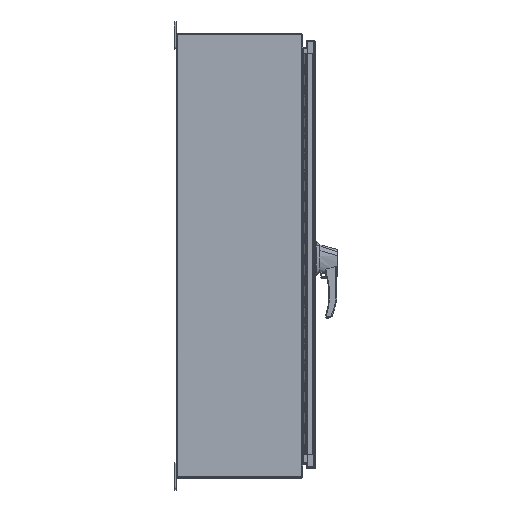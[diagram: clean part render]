
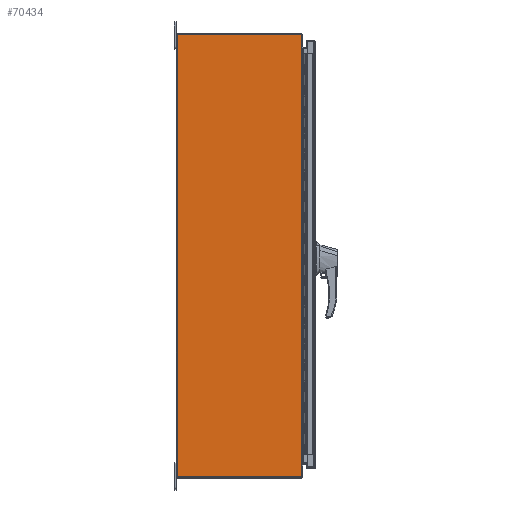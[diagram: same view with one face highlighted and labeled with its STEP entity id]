
A CAD part, top view. The second image highlights one B-rep face of the part: STEP entity #70434.
In plain terms, the highlighted face is planar.
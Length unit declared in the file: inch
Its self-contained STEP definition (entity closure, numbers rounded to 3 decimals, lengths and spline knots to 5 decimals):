
#1540 = VECTOR ( 'NONE', #116475, 39.37008 ) ;
#5688 = VERTEX_POINT ( 'NONE', #49804 ) ;
#12685 = EDGE_LOOP ( 'NONE', ( #19919, #135487, #32215, #126417, #121139, #109146, #116263, #93993, #67376, #52343 ) ) ;
#14127 = CARTESIAN_POINT ( 'NONE',  ( -30., -11.81, 19.655 ) ) ;
#15614 = EDGE_CURVE ( 'NONE', #5688, #153021, #109770, .T. ) ;
#19131 = VERTEX_POINT ( 'NONE', #78095 ) ;
#19919 = ORIENTED_EDGE ( 'NONE', *, *, #15614, .T. ) ;
#22520 = CARTESIAN_POINT ( 'NONE',  ( -30., -11.81, 20.905 ) ) ;
#23620 = CARTESIAN_POINT ( 'NONE',  ( -30., -11.81, 20.905 ) ) ;
#25649 = DIRECTION ( 'NONE',  ( 0., 0., 1. ) ) ;
#31515 = VERTEX_POINT ( 'NONE', #103367 ) ;
#32215 = ORIENTED_EDGE ( 'NONE', *, *, #140626, .T. ) ;
#33024 = VECTOR ( 'NONE', #138630, 39.37008 ) ;
#35078 = EDGE_CURVE ( 'NONE', #153021, #105348, #138714, .T. ) ;
#36023 = VERTEX_POINT ( 'NONE', #83860 ) ;
#40517 = CARTESIAN_POINT ( 'NONE',  ( -30., -11.762, -19.625 ) ) ;
#44215 = CARTESIAN_POINT ( 'NONE',  ( -30., 0.095, 20.905 ) ) ;
#49040 = VECTOR ( 'NONE', #114659, 39.37008 ) ;
#49489 = DIRECTION ( 'NONE',  ( -1., 0., 0. ) ) ;
#49804 = CARTESIAN_POINT ( 'NONE',  ( -30., -11.762, -19.655 ) ) ;
#49893 = EDGE_CURVE ( 'NONE', #76769, #19131, #97153, .T. ) ;
#50658 = DIRECTION ( 'NONE',  ( 0., -1., 0. ) ) ;
#52343 = ORIENTED_EDGE ( 'NONE', *, *, #129959, .T. ) ;
#52783 = LINE ( 'NONE', #76528, #33024 ) ;
#54861 = LINE ( 'NONE', #141152, #72753 ) ;
#63265 = VECTOR ( 'NONE', #149505, 39.37008 ) ;
#65432 = CARTESIAN_POINT ( 'NONE',  ( -30., -0.048, -20.905 ) ) ;
#67376 = ORIENTED_EDGE ( 'NONE', *, *, #49893, .T. ) ;
#70434 = ADVANCED_FACE ( 'NONE', ( #162379 ), #128349, .T. ) ;
#72753 = VECTOR ( 'NONE', #50658, 39.37008 ) ;
#72982 = CARTESIAN_POINT ( 'NONE',  ( -30., -11.762, 20.905 ) ) ;
#73454 = CARTESIAN_POINT ( 'NONE',  ( -30., 0.0095, 20.905 ) ) ;
#74326 = LINE ( 'NONE', #23620, #102000 ) ;
#74875 = LINE ( 'NONE', #65432, #1540 ) ;
#76073 = VECTOR ( 'NONE', #129283, 39.37008 ) ;
#76528 = CARTESIAN_POINT ( 'NONE',  ( -30., 0.095, -20.905 ) ) ;
#76672 = CARTESIAN_POINT ( 'NONE',  ( -30., -11.762, 19.625 ) ) ;
#76769 = VERTEX_POINT ( 'NONE', #117547 ) ;
#78095 = CARTESIAN_POINT ( 'NONE',  ( -30., -11.81, -19.655 ) ) ;
#83860 = CARTESIAN_POINT ( 'NONE',  ( -30., -0.048, 20.905 ) ) ;
#84393 = CARTESIAN_POINT ( 'NONE',  ( -30., -0.048, -20.905 ) ) ;
#91632 = CARTESIAN_POINT ( 'NONE',  ( -30., -11.81, 20.905 ) ) ;
#92361 = VERTEX_POINT ( 'NONE', #84393 ) ;
#93225 = VERTEX_POINT ( 'NONE', #91632 ) ;
#93993 = ORIENTED_EDGE ( 'NONE', *, *, #117436, .F. ) ;
#97153 = LINE ( 'NONE', #22520, #110945 ) ;
#102000 = VECTOR ( 'NONE', #111809, 39.37008 ) ;
#103367 = CARTESIAN_POINT ( 'NONE',  ( -30., -11.762, 19.655 ) ) ;
#104717 = EDGE_CURVE ( 'NONE', #31515, #142260, #54861, .T. ) ;
#105348 = VERTEX_POINT ( 'NONE', #76672 ) ;
#109146 = ORIENTED_EDGE ( 'NONE', *, *, #151185, .F. ) ;
#109770 = LINE ( 'NONE', #40517, #76073 ) ;
#110700 = DIRECTION ( 'NONE',  ( 0., 0., 1. ) ) ;
#110704 = LINE ( 'NONE', #140721, #49040 ) ;
#110945 = VECTOR ( 'NONE', #110700, 39.37008 ) ;
#111809 = DIRECTION ( 'NONE',  ( 0., 0., 1. ) ) ;
#112042 = LINE ( 'NONE', #164337, #149782 ) ;
#113182 = CARTESIAN_POINT ( 'NONE',  ( -30., -11.762, -19.625 ) ) ;
#114659 = DIRECTION ( 'NONE',  ( 0., 1., 0. ) ) ;
#116263 = ORIENTED_EDGE ( 'NONE', *, *, #134083, .F. ) ;
#116475 = DIRECTION ( 'NONE',  ( 0., 0., 1. ) ) ;
#117436 = EDGE_CURVE ( 'NONE', #76769, #92361, #52783, .T. ) ;
#117547 = CARTESIAN_POINT ( 'NONE',  ( -30., -11.81, -20.905 ) ) ;
#121139 = ORIENTED_EDGE ( 'NONE', *, *, #149376, .T. ) ;
#126417 = ORIENTED_EDGE ( 'NONE', *, *, #104717, .T. ) ;
#128349 = PLANE ( 'NONE',  #138575 ) ;
#129283 = DIRECTION ( 'NONE',  ( 0., 0., 1. ) ) ;
#129959 = EDGE_CURVE ( 'NONE', #19131, #5688, #110704, .T. ) ;
#132995 = DIRECTION ( 'NONE',  ( 0., -1., 0. ) ) ;
#134083 = EDGE_CURVE ( 'NONE', #92361, #36023, #74875, .T. ) ;
#135487 = ORIENTED_EDGE ( 'NONE', *, *, #35078, .T. ) ;
#138319 = DIRECTION ( 'NONE',  ( 0., -1., 0. ) ) ;
#138575 = AXIS2_PLACEMENT_3D ( 'NONE', #73454, #49489, #138319 ) ;
#138630 = DIRECTION ( 'NONE',  ( 0., 1., 0. ) ) ;
#138714 = LINE ( 'NONE', #72982, #63265 ) ;
#140626 = EDGE_CURVE ( 'NONE', #105348, #31515, #112042, .T. ) ;
#140721 = CARTESIAN_POINT ( 'NONE',  ( -30., -11.762, -19.655 ) ) ;
#141152 = CARTESIAN_POINT ( 'NONE',  ( -30., -11.762, 19.655 ) ) ;
#142260 = VERTEX_POINT ( 'NONE', #14127 ) ;
#149376 = EDGE_CURVE ( 'NONE', #142260, #93225, #74326, .T. ) ;
#149505 = DIRECTION ( 'NONE',  ( 0., 0., 1. ) ) ;
#149782 = VECTOR ( 'NONE', #25649, 39.37008 ) ;
#151185 = EDGE_CURVE ( 'NONE', #36023, #93225, #155439, .T. ) ;
#153021 = VERTEX_POINT ( 'NONE', #113182 ) ;
#153359 = VECTOR ( 'NONE', #132995, 39.37008 ) ;
#155439 = LINE ( 'NONE', #44215, #153359 ) ;
#162379 = FACE_OUTER_BOUND ( 'NONE', #12685, .T. ) ;
#164337 = CARTESIAN_POINT ( 'NONE',  ( -30., -11.762, -19.625 ) ) ;
